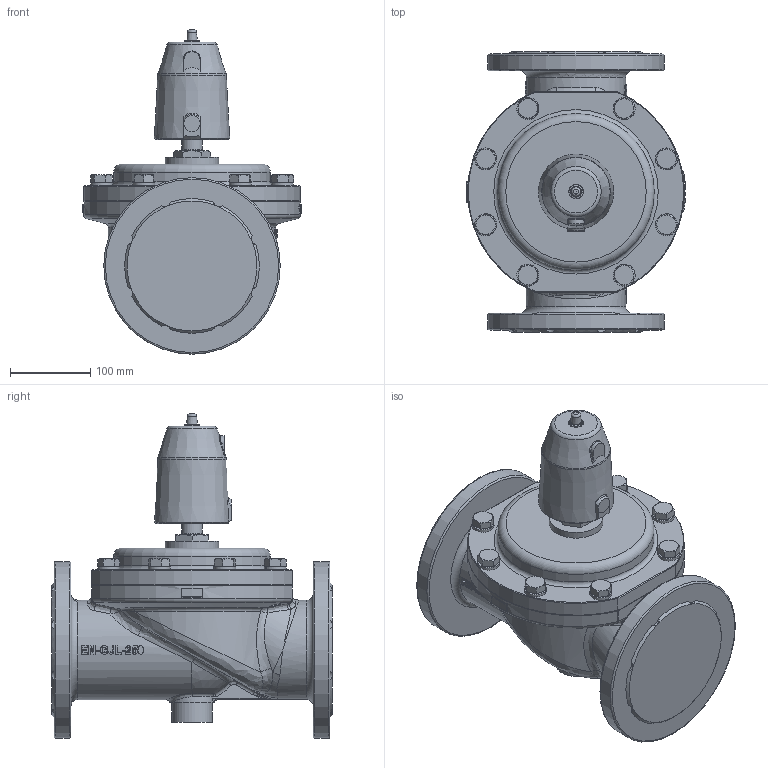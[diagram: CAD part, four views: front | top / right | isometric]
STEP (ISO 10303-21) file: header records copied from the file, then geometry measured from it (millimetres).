
FILE_DESCRIPTION(/* description */ ('3D-Modell'),/* implementation_level */ '2;1');
FILE_NAME(/* name */ '022.001796_F2208-0402-7008.stp',/* time_stamp */ '2020-04-23T10:40:01+02:00',/* author */ ('LBirkmann'),/* organization */ (''),/* preprocessor_version */ 'ST-DEVELOPER v16.1',/* originating_system */ 'Autodesk Inventor 2016',/* authorisation */ '');
FILE_SCHEMA (('AUTOMOTIVE_DESIGN { 1 0 10303 214 3 1 1 }'));
Products named in the file (1): 88-004674
Bounding box: 272.99 x 350 x 404.33 mm (x, y, z)
Volume: 10196993.3 mm3; surface area: 450853.4 mm2
Topology: 1 solids, 1 shells, 731 faces, 1845 edges, 1168 vertices
Faces by surface type: plane 262, bspline 230, cylinder 121, cone 83, torus 27, sphere 8
Full cylindrical faces by diameter (mm): 13.835 x2, 14.917 x8, 18.2 x1, 22 x8, 26 x1, 50 x1, 67 x1, 124 x1, 195 x1, 220 x2
Entity records: 61956 total; most frequent: CARTESIAN_POINT 46702, ORIENTED_EDGE 3522, DIRECTION 2482, EDGE_CURVE 1761, VERTEX_POINT 1137, AXIS2_PLACEMENT_3D 963, EDGE_LOOP 852, FACE_OUTER_BOUND 731
